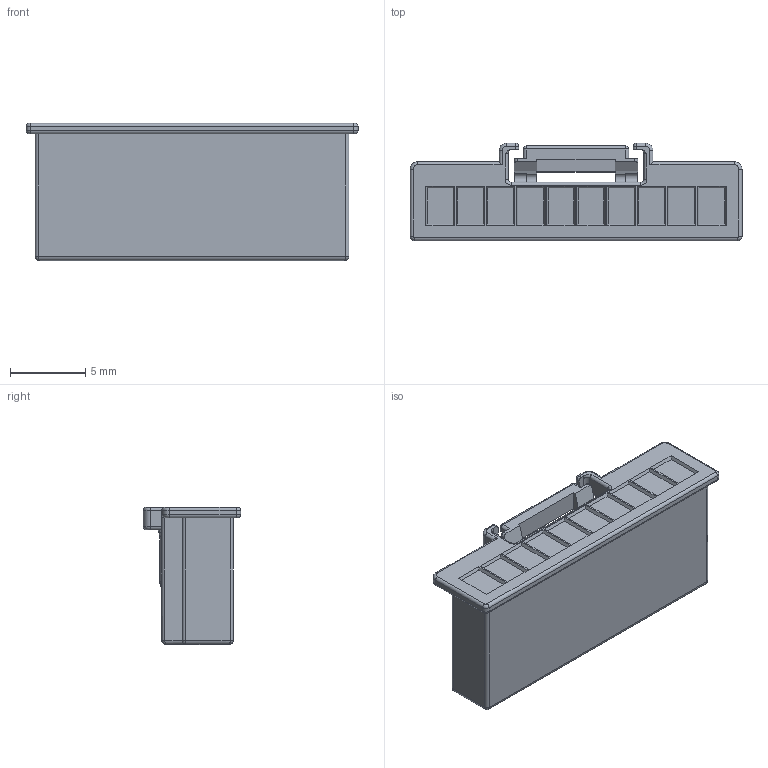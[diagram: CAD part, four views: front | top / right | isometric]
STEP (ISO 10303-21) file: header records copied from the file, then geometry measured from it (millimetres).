
FILE_DESCRIPTION (( 'STEP AP214' ), '1' );
FILE_NAME ('C_020 S 10F HSG.STEP', '2018-06-07T23:43:31', ( 'Personal' ), ( 'Microsoft' ), 'SwSTEP 2.0', 'SolidWorks 2014', '' );
FILE_SCHEMA (( 'AUTOMOTIVE_DESIGN' ));
Length unit declared in the file: millimetre
Products named in the file (1): C_020 S 10F HSG
Bounding box: 22 x 6.46 x 9.1 mm (x, y, z)
Volume: 694.5 mm3; surface area: 844 mm2
Topology: 1 solids, 1 shells, 411 faces, 1039 edges, 630 vertices
Faces by surface type: plane 214, cylinder 133, torus 46, bspline 10, sphere 8
Entity records: 12261 total; most frequent: CARTESIAN_POINT 2465, ORIENTED_EDGE 2046, DIRECTION 2029, EDGE_CURVE 1023, LINE 713, VECTOR 713, AXIS2_PLACEMENT_3D 658, VERTEX_POINT 630
